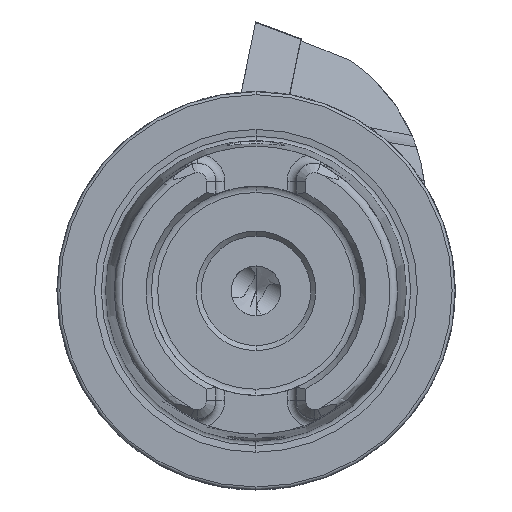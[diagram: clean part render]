
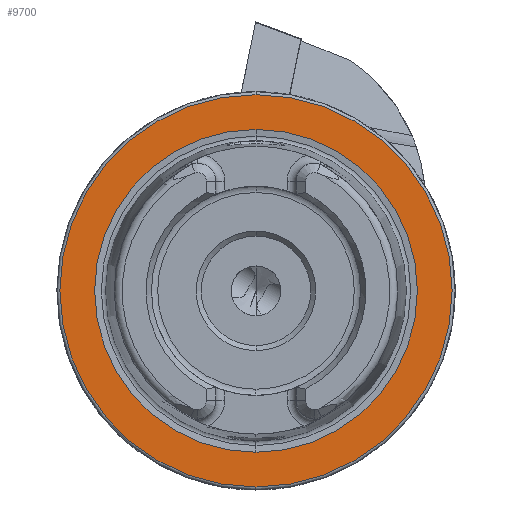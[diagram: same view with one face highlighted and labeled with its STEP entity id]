
A CAD part, left-side view. The second image highlights one B-rep face of the part: STEP entity #9700.
In plain terms, the highlighted planar face has unit normal (-1, 0, 0).
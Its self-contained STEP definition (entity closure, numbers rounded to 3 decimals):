
#4 = DIRECTION ( 'NONE',  ( -1., 0., 0. ) ) ;
#709 = VERTEX_POINT ( 'NONE', #4052 ) ;
#811 = AXIS2_PLACEMENT_3D ( 'NONE', #10742, #8665, #7813 ) ;
#1073 = CIRCLE ( 'NONE', #7573, 19.7 ) ;
#1283 = CIRCLE ( 'NONE', #11070, 16.207 ) ;
#1418 = CARTESIAN_POINT ( 'NONE',  ( 0., 0., 16.207 ) ) ;
#1620 = AXIS2_PLACEMENT_3D ( 'NONE', #13577, #12481, #2459 ) ;
#1757 = PLANE ( 'NONE',  #1620 ) ;
#2120 = FACE_OUTER_BOUND ( 'NONE', #13281, .T. ) ;
#2308 = DIRECTION ( 'NONE',  ( -1., 0., 0. ) ) ;
#2459 = DIRECTION ( 'NONE',  ( 0., 0., -1. ) ) ;
#2462 = FACE_BOUND ( 'NONE', #6792, .T. ) ;
#2517 = AXIS2_PLACEMENT_3D ( 'NONE', #10451, #5040, #6106 ) ;
#2572 = EDGE_CURVE ( 'NONE', #4905, #8971, #1283, .T. ) ;
#2798 = CIRCLE ( 'NONE', #2517, 16.207 ) ;
#4052 = CARTESIAN_POINT ( 'NONE',  ( 0., 0., -19.7 ) ) ;
#4102 = CARTESIAN_POINT ( 'NONE',  ( 0., 0., 19.7 ) ) ;
#4410 = CARTESIAN_POINT ( 'NONE',  ( 0., 0., 0. ) ) ;
#4905 = VERTEX_POINT ( 'NONE', #1418 ) ;
#5040 = DIRECTION ( 'NONE',  ( -1., 0., 0. ) ) ;
#5889 = VERTEX_POINT ( 'NONE', #4102 ) ;
#6106 = DIRECTION ( 'NONE',  ( 0., 0., 1. ) ) ;
#6375 = CARTESIAN_POINT ( 'NONE',  ( 0., 0., 0. ) ) ;
#6475 = EDGE_CURVE ( 'NONE', #709, #5889, #1073, .T. ) ;
#6681 = DIRECTION ( 'NONE',  ( 0., 0., 1. ) ) ;
#6792 = EDGE_LOOP ( 'NONE', ( #13319, #11193 ) ) ;
#7286 = CIRCLE ( 'NONE', #811, 19.7 ) ;
#7573 = AXIS2_PLACEMENT_3D ( 'NONE', #4410, #2308, #6681 ) ;
#7813 = DIRECTION ( 'NONE',  ( 0., 0., 1. ) ) ;
#8665 = DIRECTION ( 'NONE',  ( -1., 0., 0. ) ) ;
#8971 = VERTEX_POINT ( 'NONE', #9827 ) ;
#9700 = ADVANCED_FACE ( 'NONE', ( #2462, #2120 ), #1757, .F. ) ;
#9827 = CARTESIAN_POINT ( 'NONE',  ( 0., 0., -16.207 ) ) ;
#10451 = CARTESIAN_POINT ( 'NONE',  ( 0., 0., 0. ) ) ;
#10537 = EDGE_CURVE ( 'NONE', #8971, #4905, #2798, .T. ) ;
#10628 = DIRECTION ( 'NONE',  ( 0., 0., 1. ) ) ;
#10656 = EDGE_CURVE ( 'NONE', #5889, #709, #7286, .T. ) ;
#10742 = CARTESIAN_POINT ( 'NONE',  ( 0., 0., 0. ) ) ;
#11070 = AXIS2_PLACEMENT_3D ( 'NONE', #6375, #4, #10628 ) ;
#11193 = ORIENTED_EDGE ( 'NONE', *, *, #10537, .F. ) ;
#12481 = DIRECTION ( 'NONE',  ( 1., 0., 0. ) ) ;
#12843 = ORIENTED_EDGE ( 'NONE', *, *, #10656, .T. ) ;
#13281 = EDGE_LOOP ( 'NONE', ( #12843, #13689 ) ) ;
#13319 = ORIENTED_EDGE ( 'NONE', *, *, #2572, .F. ) ;
#13577 = CARTESIAN_POINT ( 'NONE',  ( 0., 19.7, 0. ) ) ;
#13689 = ORIENTED_EDGE ( 'NONE', *, *, #6475, .T. ) ;
